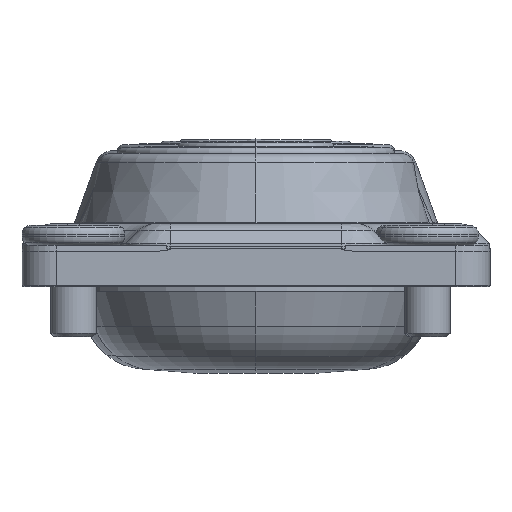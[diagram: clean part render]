
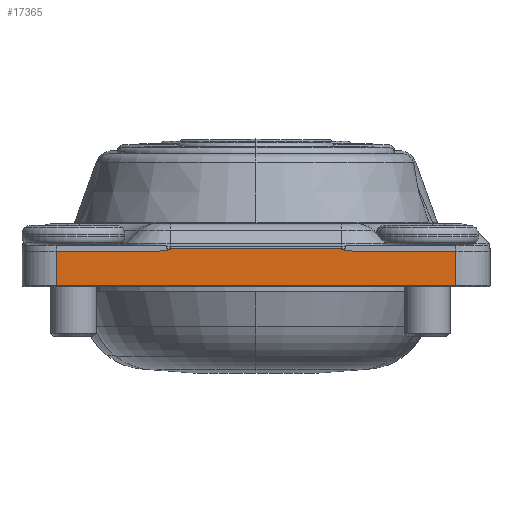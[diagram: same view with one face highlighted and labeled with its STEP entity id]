
A CAD part, left-side view. The second image highlights one B-rep face of the part: STEP entity #17365.
In plain terms, the highlighted planar face has unit normal (-1, 0, 0).
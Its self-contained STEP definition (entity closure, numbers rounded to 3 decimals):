
#3218=DIRECTION('',(0.,-1.,0.));
#3219=VECTOR('',#3218,70.);
#3220=CARTESIAN_POINT('',(-107.,35.,17.));
#3221=LINE('',#3220,#3219);
#4800=DIRECTION('',(0.,0.,1.));
#4801=VECTOR('',#4800,6.);
#4802=CARTESIAN_POINT('',(-107.,-35.,17.));
#4803=LINE('',#4802,#4801);
#4807=DIRECTION('',(0.,-1.,0.));
#4808=VECTOR('',#4807,17.789);
#4809=CARTESIAN_POINT('',(-107.,-17.211,23.));
#4810=LINE('',#4809,#4808);
#4814=DIRECTION('',(0.,-1.,0.));
#4815=VECTOR('',#4814,17.789);
#4816=CARTESIAN_POINT('',(-107.,35.,23.));
#4817=LINE('',#4816,#4815);
#4821=CARTESIAN_POINT('',(-107.,17.211,23.));
#4822=CARTESIAN_POINT('',(-107.,17.173,23.));
#4823=CARTESIAN_POINT('',(-107.,17.091,23.001));
#4824=CARTESIAN_POINT('',(-107.,16.954,23.006));
#4825=CARTESIAN_POINT('',(-107.,16.8,23.016));
#4826=CARTESIAN_POINT('',(-107.,16.626,23.032));
#4827=CARTESIAN_POINT('',(-107.,16.428,23.054));
#4828=CARTESIAN_POINT('',(-107.,16.204,23.085));
#4829=CARTESIAN_POINT('',(-107.,15.951,23.124));
#4830=CARTESIAN_POINT('',(-107.,15.666,23.173));
#4831=CARTESIAN_POINT('',(-107.,15.349,23.232));
#4832=CARTESIAN_POINT('',(-107.,15.119,23.277));
#4833=CARTESIAN_POINT('',(-107.,15.,23.3));
#4838=DIRECTION('',(0.,0.,-1.));
#4839=VECTOR('',#4838,6.);
#4840=CARTESIAN_POINT('',(-107.,35.,23.));
#4841=LINE('',#4840,#4839);
#4934=DIRECTION('',(0.,1.,0.));
#4935=VECTOR('',#4934,30.);
#4936=CARTESIAN_POINT('',(-107.,-15.,23.5));
#4937=LINE('',#4936,#4935);
#4972=DIRECTION('',(0.,0.,1.));
#4973=VECTOR('',#4972,0.2);
#4974=CARTESIAN_POINT('',(-107.,-15.,23.3));
#4975=LINE('',#4974,#4973);
#4979=CARTESIAN_POINT('',(-107.,-17.211,23.));
#4980=CARTESIAN_POINT('',(-107.,-17.173,23.));
#4981=CARTESIAN_POINT('',(-107.,-17.091,
23.001));
#4982=CARTESIAN_POINT('',(-107.,-16.954,
23.006));
#4983=CARTESIAN_POINT('',(-107.,-16.8,
23.016));
#4984=CARTESIAN_POINT('',(-107.,-16.626,
23.032));
#4985=CARTESIAN_POINT('',(-107.,-16.428,
23.054));
#4986=CARTESIAN_POINT('',(-107.,-16.204,
23.085));
#4987=CARTESIAN_POINT('',(-107.,-15.951,
23.124));
#4988=CARTESIAN_POINT('',(-107.,-15.666,
23.173));
#4989=CARTESIAN_POINT('',(-107.,-15.349,
23.232));
#4990=CARTESIAN_POINT('',(-107.,-15.12,
23.277));
#4991=CARTESIAN_POINT('',(-107.,-15.,23.3));
#9656=DIRECTION('',(0.,0.,-1.));
#9657=VECTOR('',#9656,0.2);
#9658=CARTESIAN_POINT('',(-107.,15.,23.5));
#9659=LINE('',#9658,#9657);
#12360=CARTESIAN_POINT('',(-107.,-35.,17.));
#12361=VERTEX_POINT('',#12360);
#12362=CARTESIAN_POINT('',(-107.,35.,17.));
#12363=VERTEX_POINT('',#12362);
#12576=CARTESIAN_POINT('',(-107.,-35.,23.));
#12577=VERTEX_POINT('',#12576);
#12578=CARTESIAN_POINT('',(-107.,-17.211,23.));
#12579=VERTEX_POINT('',#12578);
#12589=CARTESIAN_POINT('',(-107.,35.,23.));
#12590=VERTEX_POINT('',#12589);
#12591=CARTESIAN_POINT('',(-107.,17.211,23.));
#12592=VERTEX_POINT('',#12591);
#12593=VERTEX_POINT('',#4833);
#12594=CARTESIAN_POINT('',(-107.,15.,23.5));
#12595=VERTEX_POINT('',#12594);
#12596=CARTESIAN_POINT('',(-107.,-15.,23.5));
#12597=VERTEX_POINT('',#12596);
#12598=CARTESIAN_POINT('',(-107.,-15.,23.3));
#12599=VERTEX_POINT('',#12598);
#17341=CARTESIAN_POINT('',(-107.,35.,23.));
#17342=DIRECTION('',(-1.,0.,0.));
#17343=DIRECTION('',(0.,0.,1.));
#17344=AXIS2_PLACEMENT_3D('',#17341,#17342,#17343);
#17345=PLANE('',#17344);
#17346=ORIENTED_EDGE('',*,*,#17188,.T.);
#17347=ORIENTED_EDGE('',*,*,#17328,.F.);
#17348=ORIENTED_EDGE('',*,*,#15987,.F.);
#17350=ORIENTED_EDGE('',*,*,#17349,.F.);
#17352=ORIENTED_EDGE('',*,*,#17351,.T.);
#17354=ORIENTED_EDGE('',*,*,#17353,.T.);
#17356=ORIENTED_EDGE('',*,*,#17355,.F.);
#17358=ORIENTED_EDGE('',*,*,#17357,.F.);
#17360=ORIENTED_EDGE('',*,*,#17359,.F.);
#17362=ORIENTED_EDGE('',*,*,#17361,.F.);
#17363=EDGE_LOOP('',(#17346,#17347,#17348,#17350,#17352,#17354,#17356,#17358,
#17360,#17362));
#17364=FACE_OUTER_BOUND('',#17363,.F.);
#4834=B_SPLINE_CURVE_WITH_KNOTS('',3,(#4821,#4822,#4823,#4824,#4825,#4826,#4827,
#4828,#4829,#4830,#4831,#4832,#4833),.UNSPECIFIED.,.F.,.F.,(4,1,1,1,1,1,1,1,1,1,
4),(0.,0.1,0.2,0.3,0.4,0.5,0.6,0.7,0.8,0.9,1.),
.UNSPECIFIED.);
#4992=B_SPLINE_CURVE_WITH_KNOTS('',3,(#4979,#4980,#4981,#4982,#4983,#4984,#4985,
#4986,#4987,#4988,#4989,#4990,#4991),.UNSPECIFIED.,.F.,.F.,(4,1,1,1,1,1,1,1,1,1,
4),(0.,0.1,0.2,0.3,0.4,0.5,0.6,0.7,0.8,0.9,1.),
.UNSPECIFIED.);
#15987=EDGE_CURVE('',#12363,#12361,#3221,.T.);
#17188=EDGE_CURVE('',#12579,#12577,#4810,.T.);
#17328=EDGE_CURVE('',#12361,#12577,#4803,.T.);
#17349=EDGE_CURVE('',#12590,#12363,#4841,.T.);
#17351=EDGE_CURVE('',#12590,#12592,#4817,.T.);
#17353=EDGE_CURVE('',#12592,#12593,#4834,.T.);
#17355=EDGE_CURVE('',#12595,#12593,#9659,.T.);
#17357=EDGE_CURVE('',#12597,#12595,#4937,.T.);
#17359=EDGE_CURVE('',#12599,#12597,#4975,.T.);
#17361=EDGE_CURVE('',#12579,#12599,#4992,.T.);
#17365=ADVANCED_FACE('',(#17364),#17345,.T.);
